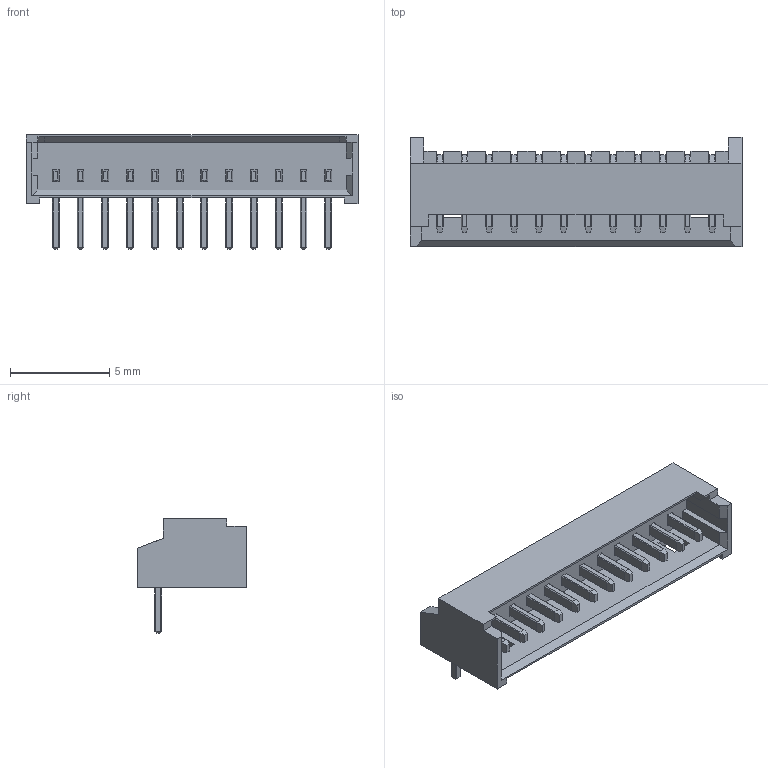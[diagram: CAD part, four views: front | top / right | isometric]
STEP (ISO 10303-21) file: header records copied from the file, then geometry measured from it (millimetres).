
FILE_DESCRIPTION(('FreeCAD Model'),'2;1');
FILE_NAME('Molex_PicoBlade_53048_X.step','2018-10-23T16:35:59',( 'kicad StepUp'),('ksu MCAD'),'Open CASCADE STEP processor 7.3', 'FreeCAD','Unknown');
FILE_SCHEMA(('AUTOMOTIVE_DESIGN { 1 0 10303 214 1 1 1 1 }'));
Length unit declared in the file: millimetre
Products named in the file (1): Molex_PicoBlade_53048_X
Bounding box: 16.75 x 5.5 x 5.8 mm (x, y, z)
Volume: 124.1 mm3; surface area: 477.3 mm2
Topology: 1 solids, 1 shells, 661 faces, 1879 edges, 1136 vertices
Faces by surface type: plane 577, bspline 48, cone 24, cylinder 12
Entity records: 25681 total; most frequent: CARTESIAN_POINT 4301, ORIENTED_EDGE 3758, DIRECTION 3059, EDGE_CURVE 1879, LINE 1639, VECTOR 1639, VERTEX_POINT 1136, AXIS2_PLACEMENT_3D 710
